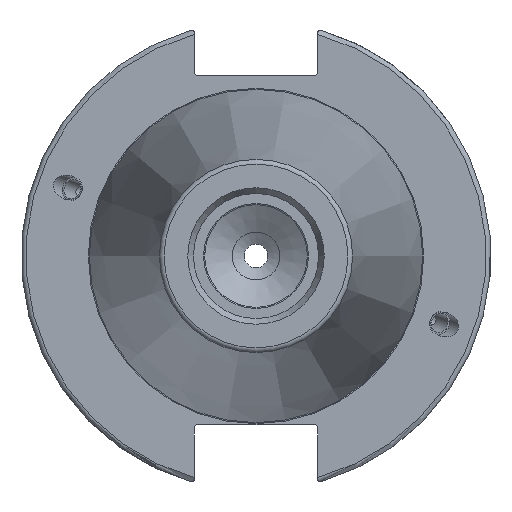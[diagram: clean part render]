
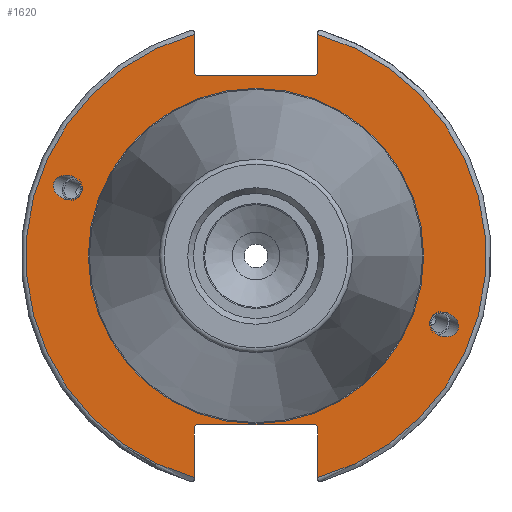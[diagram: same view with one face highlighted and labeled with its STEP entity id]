
A CAD part, left-side view. The second image highlights one B-rep face of the part: STEP entity #1620.
In plain terms, the highlighted planar face has unit normal (-1, 0, 0).
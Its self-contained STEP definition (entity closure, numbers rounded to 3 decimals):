
#45=FACE_BOUND('',#329,.T.);
#46=FACE_BOUND('',#330,.T.);
#47=FACE_BOUND('',#331,.T.);
#63=PLANE('',#1800);
#141=ELLIPSE('',#1752,3.052,2.5);
#142=ELLIPSE('',#1786,3.052,2.5);
#221=FACE_OUTER_BOUND('',#328,.T.);
#328=EDGE_LOOP('',(#1316,#1317,#1318,#1319,#1320,#1321,#1322,#1323,#1324,
#1325,#1326,#1327));
#329=EDGE_LOOP('',(#1328));
#330=EDGE_LOOP('',(#1329));
#331=EDGE_LOOP('',(#1330));
#431=LINE('',#3025,#530);
#432=LINE('',#3027,#531);
#433=LINE('',#3029,#532);
#434=LINE('',#3031,#533);
#435=LINE('',#3033,#534);
#436=LINE('',#3037,#535);
#437=LINE('',#3039,#536);
#438=LINE('',#3041,#537);
#439=LINE('',#3043,#538);
#440=LINE('',#3044,#539);
#530=VECTOR('',#2152,10.);
#531=VECTOR('',#2153,10.);
#532=VECTOR('',#2154,10.);
#533=VECTOR('',#2155,10.);
#534=VECTOR('',#2156,10.);
#535=VECTOR('',#2159,10.);
#536=VECTOR('',#2160,10.);
#537=VECTOR('',#2161,10.);
#538=VECTOR('',#2162,10.);
#539=VECTOR('',#2163,10.);
#633=CIRCLE('',#1798,35.125);
#635=CIRCLE('',#1801,48.213);
#636=CIRCLE('',#1802,48.213);
#722=VERTEX_POINT('',#2696);
#762=VERTEX_POINT('',#2993);
#769=VERTEX_POINT('',#3016);
#770=VERTEX_POINT('',#3021);
#771=VERTEX_POINT('',#3022);
#772=VERTEX_POINT('',#3024);
#773=VERTEX_POINT('',#3026);
#774=VERTEX_POINT('',#3028);
#775=VERTEX_POINT('',#3030);
#776=VERTEX_POINT('',#3032);
#777=VERTEX_POINT('',#3034);
#778=VERTEX_POINT('',#3036);
#779=VERTEX_POINT('',#3038);
#780=VERTEX_POINT('',#3040);
#781=VERTEX_POINT('',#3042);
#905=EDGE_CURVE('',#722,#722,#141,.T.);
#958=EDGE_CURVE('',#762,#762,#142,.T.);
#969=EDGE_CURVE('',#769,#769,#633,.T.);
#971=EDGE_CURVE('',#770,#771,#635,.T.);
#972=EDGE_CURVE('',#770,#772,#431,.T.);
#973=EDGE_CURVE('',#773,#772,#432,.T.);
#974=EDGE_CURVE('',#773,#774,#433,.T.);
#975=EDGE_CURVE('',#775,#774,#434,.T.);
#976=EDGE_CURVE('',#775,#776,#435,.T.);
#977=EDGE_CURVE('',#777,#776,#636,.T.);
#978=EDGE_CURVE('',#777,#778,#436,.T.);
#979=EDGE_CURVE('',#779,#778,#437,.T.);
#980=EDGE_CURVE('',#779,#780,#438,.T.);
#981=EDGE_CURVE('',#781,#780,#439,.T.);
#982=EDGE_CURVE('',#781,#771,#440,.T.);
#1316=ORIENTED_EDGE('',*,*,#971,.F.);
#1317=ORIENTED_EDGE('',*,*,#972,.T.);
#1318=ORIENTED_EDGE('',*,*,#973,.F.);
#1319=ORIENTED_EDGE('',*,*,#974,.T.);
#1320=ORIENTED_EDGE('',*,*,#975,.F.);
#1321=ORIENTED_EDGE('',*,*,#976,.T.);
#1322=ORIENTED_EDGE('',*,*,#977,.F.);
#1323=ORIENTED_EDGE('',*,*,#978,.T.);
#1324=ORIENTED_EDGE('',*,*,#979,.F.);
#1325=ORIENTED_EDGE('',*,*,#980,.T.);
#1326=ORIENTED_EDGE('',*,*,#981,.F.);
#1327=ORIENTED_EDGE('',*,*,#982,.T.);
#1328=ORIENTED_EDGE('',*,*,#905,.T.);
#1329=ORIENTED_EDGE('',*,*,#958,.T.);
#1330=ORIENTED_EDGE('',*,*,#969,.F.);
#1620=ADVANCED_FACE('',(#221,#45,#46,#47),#63,.T.);
#1752=AXIS2_PLACEMENT_3D('',#2698,#2032,#2033);
#1786=AXIS2_PLACEMENT_3D('',#2995,#2116,#2117);
#1798=AXIS2_PLACEMENT_3D('',#3018,#2144,#2145);
#1800=AXIS2_PLACEMENT_3D('',#3020,#2148,#2149);
#1801=AXIS2_PLACEMENT_3D('',#3023,#2150,#2151);
#1802=AXIS2_PLACEMENT_3D('',#3035,#2157,#2158);
#2032=DIRECTION('center_axis',(1.,0.,0.));
#2033=DIRECTION('ref_axis',(0.,-0.94,-0.342));
#2116=DIRECTION('center_axis',(1.,0.,0.));
#2117=DIRECTION('ref_axis',(0.,0.94,0.342));
#2144=DIRECTION('center_axis',(-1.,0.,0.));
#2145=DIRECTION('ref_axis',(0.,-1.,0.));
#2148=DIRECTION('center_axis',(-1.,0.,0.));
#2149=DIRECTION('ref_axis',(0.,0.,1.));
#2150=DIRECTION('center_axis',(1.,0.,0.));
#2151=DIRECTION('ref_axis',(0.,-1.,0.));
#2152=DIRECTION('',(0.,0.,-1.));
#2153=DIRECTION('',(0.,-0.707,0.707));
#2154=DIRECTION('',(0.,1.,0.));
#2155=DIRECTION('',(0.,-0.707,-0.707));
#2156=DIRECTION('',(0.,0.,1.));
#2157=DIRECTION('center_axis',(1.,0.,0.));
#2158=DIRECTION('ref_axis',(0.,1.,0.));
#2159=DIRECTION('',(0.,0.,1.));
#2160=DIRECTION('',(0.,0.707,-0.707));
#2161=DIRECTION('',(0.,-1.,0.));
#2162=DIRECTION('',(0.,0.707,0.707));
#2163=DIRECTION('',(0.,0.,-1.));
#2696=CARTESIAN_POINT('',(3.175,-36.599,-13.321));
#2698=CARTESIAN_POINT('Origin',(3.175,-39.467,-14.365));
#2993=CARTESIAN_POINT('',(3.175,36.599,13.321));
#2995=CARTESIAN_POINT('Origin',(3.175,39.467,14.365));
#3016=CARTESIAN_POINT('',(3.175,0.,35.125));
#3018=CARTESIAN_POINT('Origin',(3.175,0.,0.));
#3020=CARTESIAN_POINT('Origin',(3.175,49.213,0.));
#3021=CARTESIAN_POINT('',(3.175,-12.95,46.441));
#3022=CARTESIAN_POINT('',(3.175,-12.95,-46.441));
#3023=CARTESIAN_POINT('Origin',(3.175,0.,0.));
#3024=CARTESIAN_POINT('',(3.175,-12.95,38.219));
#3025=CARTESIAN_POINT('',(3.175,-12.95,18.86));
#3026=CARTESIAN_POINT('',(3.175,-12.45,37.719));
#3027=CARTESIAN_POINT('',(3.175,12.27,12.999));
#3028=CARTESIAN_POINT('',(3.175,12.45,37.719));
#3029=CARTESIAN_POINT('',(3.175,24.606,37.719));
#3030=CARTESIAN_POINT('',(3.175,12.95,38.219));
#3031=CARTESIAN_POINT('',(3.175,12.336,37.605));
#3032=CARTESIAN_POINT('',(3.175,12.95,46.441));
#3033=CARTESIAN_POINT('',(3.175,12.95,18.86));
#3034=CARTESIAN_POINT('',(3.175,12.95,-46.441));
#3035=CARTESIAN_POINT('Origin',(3.175,0.,0.));
#3036=CARTESIAN_POINT('',(3.175,12.95,-35.806));
#3037=CARTESIAN_POINT('',(3.175,12.95,-17.653));
#3038=CARTESIAN_POINT('',(3.175,12.45,-35.306));
#3039=CARTESIAN_POINT('',(3.175,12.939,-35.795));
#3040=CARTESIAN_POINT('',(3.175,-12.45,-35.306));
#3041=CARTESIAN_POINT('',(3.175,24.606,-35.306));
#3042=CARTESIAN_POINT('',(3.175,-12.95,-35.806));
#3043=CARTESIAN_POINT('',(3.175,11.667,-11.189));
#3044=CARTESIAN_POINT('',(3.175,-12.95,-17.653));
